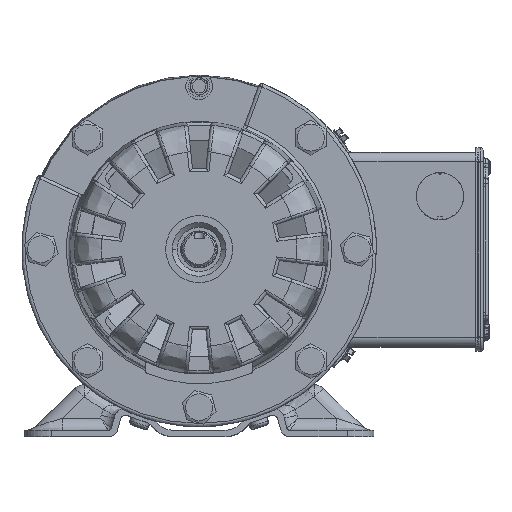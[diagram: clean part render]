
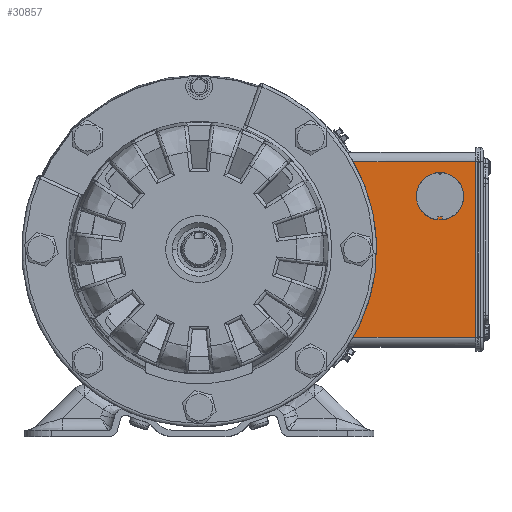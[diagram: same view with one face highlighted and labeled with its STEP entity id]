
A CAD part, top view. The second image highlights one B-rep face of the part: STEP entity #30857.
In plain terms, the highlighted planar face has unit normal (0, 0, 1).
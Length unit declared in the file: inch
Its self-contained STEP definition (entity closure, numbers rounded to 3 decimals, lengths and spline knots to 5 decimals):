
#4407 = CIRCLE ( 'NONE', #64183, 3.24 ) ;
#5388 = AXIS2_PLACEMENT_3D ( 'NONE', #69013, #68487, #93073 ) ;
#5438 = ORIENTED_EDGE ( 'NONE', *, *, #115522, .T. ) ;
#8291 = ORIENTED_EDGE ( 'NONE', *, *, #43790, .T. ) ;
#9294 = LINE ( 'NONE', #58596, #80461 ) ;
#9381 = VECTOR ( 'NONE', #64152, 39.37008 ) ;
#14276 = DIRECTION ( 'NONE',  ( -1., 0., 0. ) ) ;
#15163 = CARTESIAN_POINT ( 'NONE',  ( 4.50843, 1.42898, 11.44656 ) ) ;
#15678 = CARTESIAN_POINT ( 'NONE',  ( 4.52345, 0., 11.44656 ) ) ;
#17314 = EDGE_CURVE ( 'NONE', #82831, #98846, #9294, .T. ) ;
#19806 = ORIENTED_EDGE ( 'NONE', *, *, #29427, .T. ) ;
#20337 = VECTOR ( 'NONE', #133541, 39.37008 ) ;
#23493 = FACE_OUTER_BOUND ( 'NONE', #35148, .T. ) ;
#24018 = VECTOR ( 'NONE', #86864, 39.37008 ) ;
#28595 = CARTESIAN_POINT ( 'NONE',  ( 4.43345, 0., 11.44656 ) ) ;
#29427 = EDGE_CURVE ( 'NONE', #136922, #74158, #130343, .T. ) ;
#29642 = VERTEX_POINT ( 'NONE', #56704 ) ;
#30741 = VECTOR ( 'NONE', #14276, 39.37008 ) ;
#30857 = ADVANCED_FACE ( 'NONE', ( #23493, #146934 ), #56815, .T. ) ;
#31789 = CIRCLE ( 'NONE', #147402, 0.44 ) ;
#32280 = CARTESIAN_POINT ( 'NONE',  ( 4.91845, 0.99, 11.44656 ) ) ;
#33155 = ORIENTED_EDGE ( 'NONE', *, *, #112341, .T. ) ;
#33821 = DIRECTION ( 'NONE',  ( 1., 0., 0. ) ) ;
#34322 = DIRECTION ( 'NONE',  ( 0., 0., 1. ) ) ;
#35148 = EDGE_LOOP ( 'NONE', ( #125972, #144699, #41478, #103542 ) ) ;
#37081 = VERTEX_POINT ( 'NONE', #114238 ) ;
#39626 = DIRECTION ( 'NONE',  ( 0., 0., -1. ) ) ;
#41478 = ORIENTED_EDGE ( 'NONE', *, *, #96457, .T. ) ;
#41561 = CARTESIAN_POINT ( 'NONE',  ( 5.17845, -1.63, 11.44656 ) ) ;
#43790 = EDGE_CURVE ( 'NONE', #63681, #124688, #130251, .T. ) ;
#46389 = VERTEX_POINT ( 'NONE', #117058 ) ;
#50637 = CARTESIAN_POINT ( 'NONE',  ( 0.03845, 0., 11.44656 ) ) ;
#51052 = DIRECTION ( 'NONE',  ( 0., 0., -1. ) ) ;
#52094 = CARTESIAN_POINT ( 'NONE',  ( 4.47845, 0.99, 11.44656 ) ) ;
#56704 = CARTESIAN_POINT ( 'NONE',  ( 4.52345, 0.605, 11.44656 ) ) ;
#56815 = PLANE ( 'NONE',  #108688 ) ;
#58351 = CARTESIAN_POINT ( 'NONE',  ( 0.03845, 0., 11.44656 ) ) ;
#58548 = EDGE_LOOP ( 'NONE', ( #124393, #8291, #96559, #19806, #33155, #5438, #84894 ) ) ;
#58596 = CARTESIAN_POINT ( 'NONE',  ( 0.03845, 1.63, 11.44656 ) ) ;
#59981 = CARTESIAN_POINT ( 'NONE',  ( 5.17845, 1.63, 11.44656 ) ) ;
#63081 = VERTEX_POINT ( 'NONE', #41561 ) ;
#63681 = VERTEX_POINT ( 'NONE', #108829 ) ;
#64152 = DIRECTION ( 'NONE',  ( 0., -1., 0. ) ) ;
#64183 = AXIS2_PLACEMENT_3D ( 'NONE', #50637, #39626, #101765 ) ;
#66900 = CARTESIAN_POINT ( 'NONE',  ( 4.47845, 0.99, 11.44656 ) ) ;
#68487 = DIRECTION ( 'NONE',  ( 0., 0., -1. ) ) ;
#69013 = CARTESIAN_POINT ( 'NONE',  ( 4.47845, 0.99, 11.44656 ) ) ;
#69442 = EDGE_CURVE ( 'NONE', #63081, #37081, #74736, .T. ) ;
#71003 = AXIS2_PLACEMENT_3D ( 'NONE', #152442, #116911, #33821 ) ;
#74158 = VERTEX_POINT ( 'NONE', #130228 ) ;
#74736 = LINE ( 'NONE', #135091, #20337 ) ;
#75005 = LINE ( 'NONE', #28595, #9381 ) ;
#77786 = CARTESIAN_POINT ( 'NONE',  ( 4.43345, 0.605, 11.44656 ) ) ;
#79307 = CARTESIAN_POINT ( 'NONE',  ( 5.17845, 1.81, 11.44656 ) ) ;
#80461 = VECTOR ( 'NONE', #94780, 39.37008 ) ;
#82831 = VERTEX_POINT ( 'NONE', #59981 ) ;
#84894 = ORIENTED_EDGE ( 'NONE', *, *, #90270, .T. ) ;
#84947 = CARTESIAN_POINT ( 'NONE',  ( 0.03845, 0.605, 11.44656 ) ) ;
#86864 = DIRECTION ( 'NONE',  ( 0., 1., 0. ) ) ;
#90270 = EDGE_CURVE ( 'NONE', #135958, #46389, #75005, .T. ) ;
#93073 = DIRECTION ( 'NONE',  ( 1., 0., 0. ) ) ;
#94780 = DIRECTION ( 'NONE',  ( -1., 0., 0. ) ) ;
#96457 = EDGE_CURVE ( 'NONE', #98846, #37081, #4407, .T. ) ;
#96559 = ORIENTED_EDGE ( 'NONE', *, *, #121379, .T. ) ;
#98846 = VERTEX_POINT ( 'NONE', #106360 ) ;
#99708 = DIRECTION ( 'NONE',  ( 1., 0., 0. ) ) ;
#101765 = DIRECTION ( 'NONE',  ( -1., 0., 0. ) ) ;
#103542 = ORIENTED_EDGE ( 'NONE', *, *, #69442, .F. ) ;
#106360 = CARTESIAN_POINT ( 'NONE',  ( 2.83857, 1.63, 11.44656 ) ) ;
#106441 = LINE ( 'NONE', #15678, #24018 ) ;
#108688 = AXIS2_PLACEMENT_3D ( 'NONE', #58351, #34322, #118459 ) ;
#108829 = CARTESIAN_POINT ( 'NONE',  ( 4.44847, 1.42898, 11.44656 ) ) ;
#111753 = VECTOR ( 'NONE', #117383, 39.37008 ) ;
#112341 = EDGE_CURVE ( 'NONE', #74158, #29642, #106441, .T. ) ;
#113421 = DIRECTION ( 'NONE',  ( 1., 0., 0. ) ) ;
#114238 = CARTESIAN_POINT ( 'NONE',  ( 2.83857, -1.63, 11.44656 ) ) ;
#115522 = EDGE_CURVE ( 'NONE', #29642, #135958, #127998, .T. ) ;
#116911 = DIRECTION ( 'NONE',  ( 0., 0., 1. ) ) ;
#117058 = CARTESIAN_POINT ( 'NONE',  ( 4.43345, 0.55231, 11.44656 ) ) ;
#117383 = DIRECTION ( 'NONE',  ( 0., -1., 0. ) ) ;
#118459 = DIRECTION ( 'NONE',  ( 1., 0., 0. ) ) ;
#121379 = EDGE_CURVE ( 'NONE', #124688, #136922, #31789, .T. ) ;
#122480 = AXIS2_PLACEMENT_3D ( 'NONE', #52094, #51052, #99708 ) ;
#124393 = ORIENTED_EDGE ( 'NONE', *, *, #134199, .T. ) ;
#124688 = VERTEX_POINT ( 'NONE', #15163 ) ;
#125348 = DIRECTION ( 'NONE',  ( 0., 0., -1. ) ) ;
#125972 = ORIENTED_EDGE ( 'NONE', *, *, #153103, .F. ) ;
#127998 = LINE ( 'NONE', #84947, #30741 ) ;
#130228 = CARTESIAN_POINT ( 'NONE',  ( 4.52345, 0.55231, 11.44656 ) ) ;
#130251 = CIRCLE ( 'NONE', #71003, 0.03 ) ;
#130343 = CIRCLE ( 'NONE', #122480, 0.44 ) ;
#133541 = DIRECTION ( 'NONE',  ( -1., 0., 0. ) ) ;
#134199 = EDGE_CURVE ( 'NONE', #46389, #63681, #145236, .T. ) ;
#135091 = CARTESIAN_POINT ( 'NONE',  ( 5.17845, -1.63, 11.44656 ) ) ;
#135958 = VERTEX_POINT ( 'NONE', #77786 ) ;
#136922 = VERTEX_POINT ( 'NONE', #32280 ) ;
#144699 = ORIENTED_EDGE ( 'NONE', *, *, #17314, .T. ) ;
#145236 = CIRCLE ( 'NONE', #5388, 0.44 ) ;
#146934 = FACE_BOUND ( 'NONE', #58548, .T. ) ;
#147402 = AXIS2_PLACEMENT_3D ( 'NONE', #66900, #125348, #113421 ) ;
#151018 = LINE ( 'NONE', #79307, #111753 ) ;
#152442 = CARTESIAN_POINT ( 'NONE',  ( 4.47845, 1.43, 11.44656 ) ) ;
#153103 = EDGE_CURVE ( 'NONE', #82831, #63081, #151018, .T. ) ;
